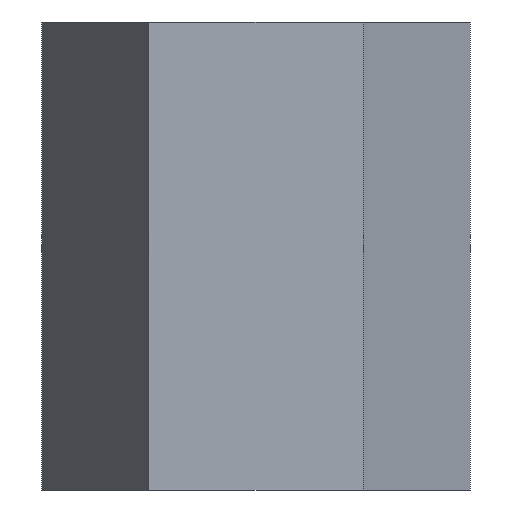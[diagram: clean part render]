
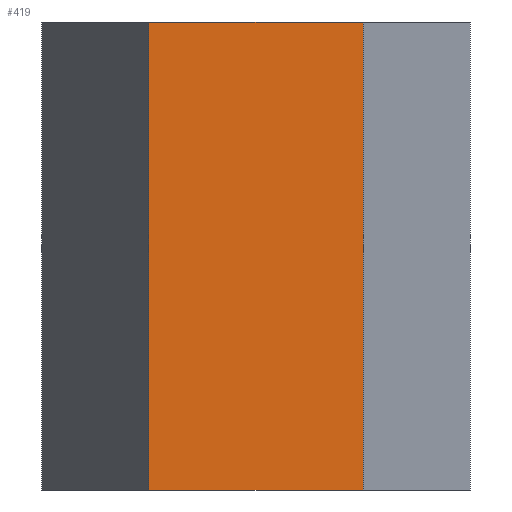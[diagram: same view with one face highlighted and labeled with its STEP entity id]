
A CAD part, front view. The second image highlights one B-rep face of the part: STEP entity #419.
In plain terms, the highlighted planar face has unit normal (0, -1, 0).
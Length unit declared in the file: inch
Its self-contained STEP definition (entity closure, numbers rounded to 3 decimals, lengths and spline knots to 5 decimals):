
#380=CARTESIAN_POINT('',(0.28868,-0.5,0.0));
#381=DIRECTION('',(0.0,-1.0,0.0));
#382=DIRECTION('',(0.0,0.0,-1.0));
#383=AXIS2_PLACEMENT_3D('',#380,#381,#382);
#384=PLANE('',#383);
#385=CARTESIAN_POINT('',(0.28868,-0.5,1.25984));
#386=VERTEX_POINT('',#385);
#387=CARTESIAN_POINT('',(-0.28868,-0.5,1.25984));
#388=VERTEX_POINT('',#387);
#389=CARTESIAN_POINT('',(0.28868,-0.5,1.25984));
#390=DIRECTION('',(-1.0,0.0,0.0));
#391=VECTOR('',#390,0.57735);
#392=LINE('',#389,#391);
#393=EDGE_CURVE('',#386,#388,#392,.T.);
#394=ORIENTED_EDGE('',*,*,#393,.T.);
#395=CARTESIAN_POINT('',(-0.28868,-0.5,0.0));
#396=VERTEX_POINT('',#395);
#397=CARTESIAN_POINT('',(-0.28868,-0.5,0.0));
#398=DIRECTION('',(0.0,0.0,1.0));
#399=VECTOR('',#398,1.25984);
#400=LINE('',#397,#399);
#401=EDGE_CURVE('',#396,#388,#400,.T.);
#402=ORIENTED_EDGE('',*,*,#401,.F.);
#403=CARTESIAN_POINT('',(0.28868,-0.5,0.0));
#404=VERTEX_POINT('',#403);
#405=CARTESIAN_POINT('',(0.28868,-0.5,0.0));
#406=DIRECTION('',(-1.0,0.0,0.0));
#407=VECTOR('',#406,0.57735);
#408=LINE('',#405,#407);
#409=EDGE_CURVE('',#404,#396,#408,.T.);
#410=ORIENTED_EDGE('',*,*,#409,.F.);
#411=CARTESIAN_POINT('',(0.28868,-0.5,0.0));
#412=DIRECTION('',(0.0,0.0,1.0));
#413=VECTOR('',#412,1.25984);
#414=LINE('',#411,#413);
#415=EDGE_CURVE('',#404,#386,#414,.T.);
#416=ORIENTED_EDGE('',*,*,#415,.T.);
#417=EDGE_LOOP('',(#394,#402,#410,#416));
#418=FACE_OUTER_BOUND('',#417,.T.);
#419=ADVANCED_FACE('',(#418),#384,.T.);
